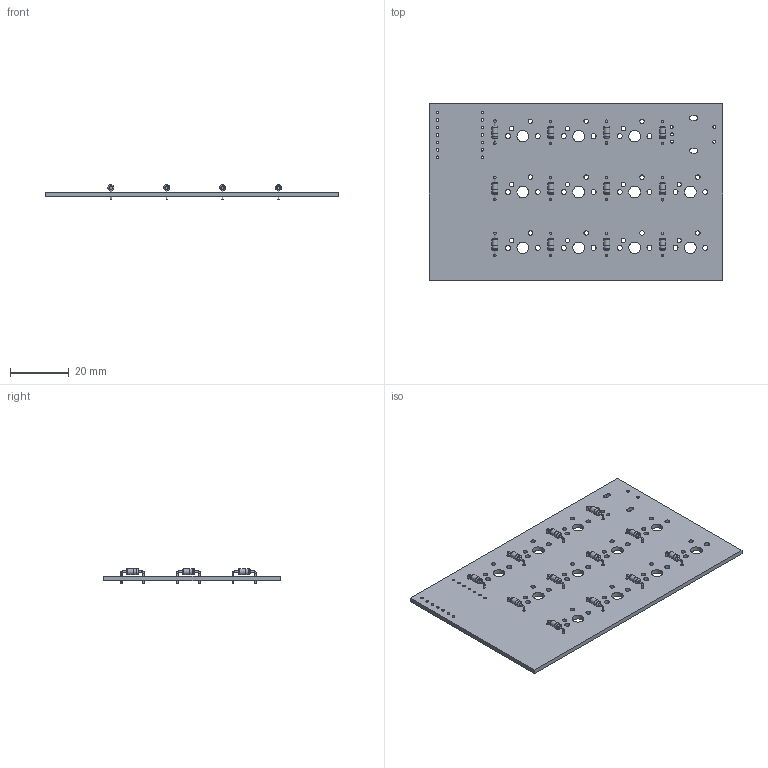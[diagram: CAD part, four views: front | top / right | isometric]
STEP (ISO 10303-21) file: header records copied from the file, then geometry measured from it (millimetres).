
FILE_DESCRIPTION(('KiCad electronic assembly'),'2;1');
FILE_NAME('hackpad.step','2025-05-29T01:23:01',('Pcbnew'),('Kicad'), 'Open CASCADE STEP processor 7.8','KiCad to STEP converter','Unknown' );
FILE_SCHEMA(('AUTOMOTIVE_DESIGN { 1 0 10303 214 1 1 1 1 }'));
Length unit declared in the file: millimetre
Products named in the file (3): hackpad 1; D_DO-35_SOD27_P7.62mm_Horizontal; hackpad_PCB
Assembly tree (13 placements, depth 2):
  hackpad 1
    D_DO-35_SOD27_P7.62mm_Horizontal  x12
    hackpad_PCB
Bounding box: 99.96 x 60.13 x 5.01 mm (x, y, z)
Volume: 8867 mm3; surface area: 13367.3 mm2
Topology: 25 solids, 25 shells, 304 faces, 618 edges, 388 vertices
Faces by surface type: cylinder 174, plane 82, torus 48
Full cylindrical faces by diameter (mm): 0.5 x36, 0.8 x24, 0.889 x14, 1 x5, 1.5 x22, 1.7 x22, 2 x24, 2.02 x12, 4 x11
Entity records: 4867 total; most frequent: DIRECTION 860, CARTESIAN_POINT 730, ORIENTED_EDGE 708, AXIS2_PLACEMENT_3D 364, EDGE_CURVE 354, FACE_BOUND 330, EDGE_LOOP 330, VERTEX_POINT 234
